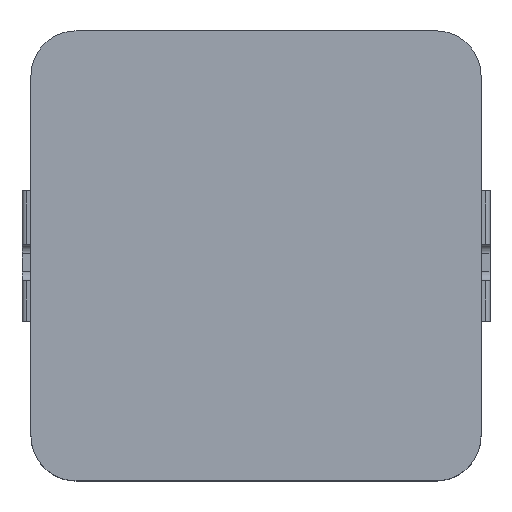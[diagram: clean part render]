
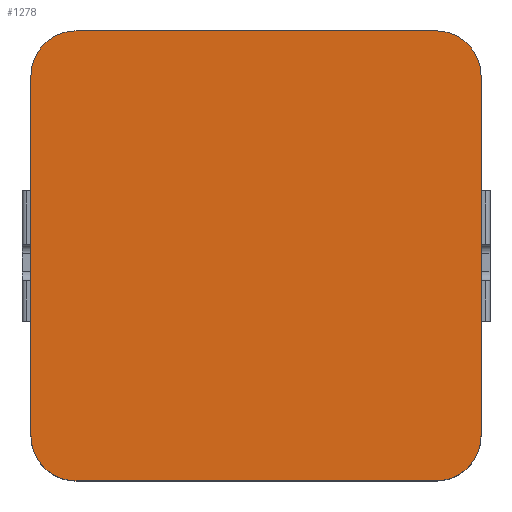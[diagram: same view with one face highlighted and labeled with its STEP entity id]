
A CAD part, top view. The second image highlights one B-rep face of the part: STEP entity #1278.
In plain terms, the highlighted face is planar.
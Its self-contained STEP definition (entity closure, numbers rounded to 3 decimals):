
#23 = DIRECTION ( 'NONE',  ( 0., 0., -1. ) ) ;
#25 = EDGE_CURVE ( 'NONE', #2559, #818, #4576, .T. ) ;
#32 = CARTESIAN_POINT ( 'NONE',  ( -0.95, 4., -3.75 ) ) ;
#188 = ORIENTED_EDGE ( 'NONE', *, *, #1962, .T. ) ;
#239 = CIRCLE ( 'NONE', #1646, 1. ) ;
#275 = DIRECTION ( 'NONE',  ( -1., 0., 0. ) ) ;
#374 = VERTEX_POINT ( 'NONE', #4242 ) ;
#427 = CARTESIAN_POINT ( 'NONE',  ( 0.05, 5., -3.75 ) ) ;
#472 = VERTEX_POINT ( 'NONE', #5106 ) ;
#475 = DIRECTION ( 'NONE',  ( 1., 0., 0. ) ) ;
#503 = CARTESIAN_POINT ( 'NONE',  ( 0.05, 5., -3.75 ) ) ;
#717 = ORIENTED_EDGE ( 'NONE', *, *, #2757, .T. ) ;
#818 = VERTEX_POINT ( 'NONE', #1897 ) ;
#844 = FACE_OUTER_BOUND ( 'NONE', #2274, .T. ) ;
#1157 = VERTEX_POINT ( 'NONE', #427 ) ;
#1167 = DIRECTION ( 'NONE',  ( 0., 0., -1. ) ) ;
#1269 = DIRECTION ( 'NONE',  ( 1., 0., 0. ) ) ;
#1278 = ADVANCED_FACE ( 'NONE', ( #844 ), #4465, .T. ) ;
#1461 = DIRECTION ( 'NONE',  ( 1., 0., 0. ) ) ;
#1472 = CARTESIAN_POINT ( 'NONE',  ( 8.05, 4., -3.75 ) ) ;
#1489 = CIRCLE ( 'NONE', #3426, 1. ) ;
#1513 = CARTESIAN_POINT ( 'NONE',  ( 8.05, -5., -3.75 ) ) ;
#1646 = AXIS2_PLACEMENT_3D ( 'NONE', #1472, #3869, #2740 ) ;
#1664 = AXIS2_PLACEMENT_3D ( 'NONE', #2524, #2578, #475 ) ;
#1670 = LINE ( 'NONE', #503, #4586 ) ;
#1681 = DIRECTION ( 'NONE',  ( 0., 0., -1. ) ) ;
#1761 = LINE ( 'NONE', #4197, #3821 ) ;
#1812 = DIRECTION ( 'NONE',  ( 0., -1., 0. ) ) ;
#1897 = CARTESIAN_POINT ( 'NONE',  ( 8.05, -5., -3.75 ) ) ;
#1924 = EDGE_CURVE ( 'NONE', #1157, #5066, #1670, .T. ) ;
#1962 = EDGE_CURVE ( 'NONE', #5025, #1157, #1489, .T. ) ;
#1977 = ORIENTED_EDGE ( 'NONE', *, *, #3290, .T. ) ;
#2000 = CARTESIAN_POINT ( 'NONE',  ( 9.05, -4., -3.75 ) ) ;
#2026 = ORIENTED_EDGE ( 'NONE', *, *, #3166, .T. ) ;
#2176 = DIRECTION ( 'NONE',  ( 0., 1., 0. ) ) ;
#2249 = ORIENTED_EDGE ( 'NONE', *, *, #2505, .T. ) ;
#2274 = EDGE_LOOP ( 'NONE', ( #188, #5079, #2026, #1977, #4139, #4047, #2249, #717 ) ) ;
#2505 = EDGE_CURVE ( 'NONE', #472, #374, #3079, .T. ) ;
#2524 = CARTESIAN_POINT ( 'NONE',  ( 0.05, 4., -3.75 ) ) ;
#2559 = VERTEX_POINT ( 'NONE', #2000 ) ;
#2578 = DIRECTION ( 'NONE',  ( 0., 0., -1. ) ) ;
#2643 = VECTOR ( 'NONE', #2176, 1000. ) ;
#2740 = DIRECTION ( 'NONE',  ( 1., 0., 0. ) ) ;
#2757 = EDGE_CURVE ( 'NONE', #374, #5025, #3755, .T. ) ;
#2804 = VERTEX_POINT ( 'NONE', #4879 ) ;
#2945 = DIRECTION ( 'NONE',  ( 1., 0., 0. ) ) ;
#3079 = CIRCLE ( 'NONE', #5188, 1. ) ;
#3166 = EDGE_CURVE ( 'NONE', #5066, #2804, #239, .T. ) ;
#3267 = CARTESIAN_POINT ( 'NONE',  ( 8.05, 5., -3.75 ) ) ;
#3290 = EDGE_CURVE ( 'NONE', #2804, #2559, #1761, .T. ) ;
#3362 = CARTESIAN_POINT ( 'NONE',  ( 0.05, 4., -3.75 ) ) ;
#3410 = VECTOR ( 'NONE', #275, 1000. ) ;
#3426 = AXIS2_PLACEMENT_3D ( 'NONE', #3362, #23, #2945 ) ;
#3654 = DIRECTION ( 'NONE',  ( 1., 0., 0. ) ) ;
#3755 = LINE ( 'NONE', #4169, #2643 ) ;
#3783 = EDGE_CURVE ( 'NONE', #818, #472, #4788, .T. ) ;
#3821 = VECTOR ( 'NONE', #1812, 1000. ) ;
#3828 = AXIS2_PLACEMENT_3D ( 'NONE', #4874, #1681, #1269 ) ;
#3869 = DIRECTION ( 'NONE',  ( 0., 0., -1. ) ) ;
#4047 = ORIENTED_EDGE ( 'NONE', *, *, #3783, .T. ) ;
#4139 = ORIENTED_EDGE ( 'NONE', *, *, #25, .T. ) ;
#4169 = CARTESIAN_POINT ( 'NONE',  ( -0.95, -4., -3.75 ) ) ;
#4197 = CARTESIAN_POINT ( 'NONE',  ( 9.05, 4., -3.75 ) ) ;
#4242 = CARTESIAN_POINT ( 'NONE',  ( -0.95, -4., -3.75 ) ) ;
#4333 = CARTESIAN_POINT ( 'NONE',  ( 0.05, -4., -3.75 ) ) ;
#4465 = PLANE ( 'NONE',  #1664 ) ;
#4576 = CIRCLE ( 'NONE', #3828, 1. ) ;
#4586 = VECTOR ( 'NONE', #1461, 1000. ) ;
#4788 = LINE ( 'NONE', #1513, #3410 ) ;
#4874 = CARTESIAN_POINT ( 'NONE',  ( 8.05, -4., -3.75 ) ) ;
#4879 = CARTESIAN_POINT ( 'NONE',  ( 9.05, 4., -3.75 ) ) ;
#5025 = VERTEX_POINT ( 'NONE', #32 ) ;
#5066 = VERTEX_POINT ( 'NONE', #3267 ) ;
#5079 = ORIENTED_EDGE ( 'NONE', *, *, #1924, .T. ) ;
#5106 = CARTESIAN_POINT ( 'NONE',  ( 0.05, -5., -3.75 ) ) ;
#5188 = AXIS2_PLACEMENT_3D ( 'NONE', #4333, #1167, #3654 ) ;
